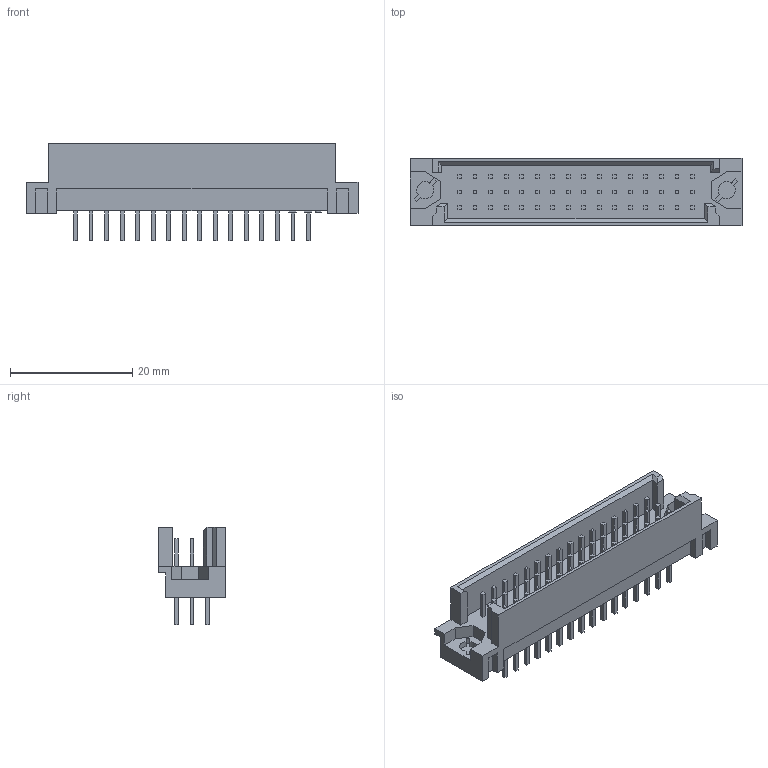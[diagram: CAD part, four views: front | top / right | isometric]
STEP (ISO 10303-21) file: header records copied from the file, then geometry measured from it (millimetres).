
FILE_DESCRIPTION((''),'2;1');
FILE_NAME('C-3-1393659-9','2016-03-07T',('workeradm'),('Tyco Electronics Ltd.'),'CREO PARAMETRIC BY PTC INC, 2015200','CREO PARAMETRIC BY PTC INC, 2015200','');
FILE_SCHEMA(('AUTOMOTIVE_DESIGN { 1 0 10303 214 1 1 1 1 }'));
Length unit declared in the file: millimetre
Products named in the file (1): C-3-1393659-9
Bounding box: 54.36 x 11 x 16 mm (x, y, z)
Volume: 3179.6 mm3; surface area: 4323.2 mm2
Topology: 1 solids, 1 shells, 761 faces, 1949 edges, 1297 vertices
Faces by surface type: plane 753, cylinder 8
Entity records: 22607 total; most frequent: CARTESIAN_POINT 4009, ORIENTED_EDGE 3898, DIRECTION 3487, EDGE_CURVE 1949, VECTOR 1933, LINE 1933, VERTEX_POINT 1297, EDGE_LOOP 868
